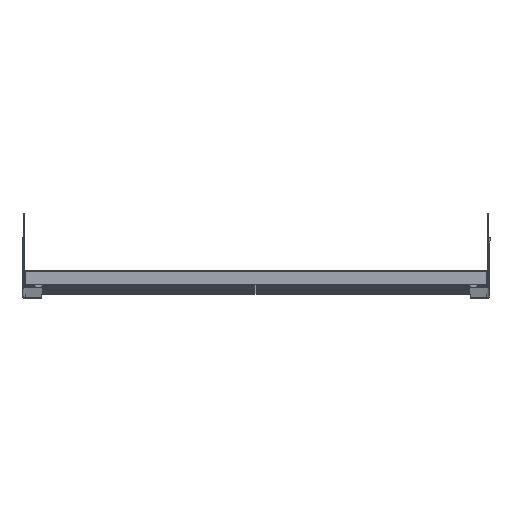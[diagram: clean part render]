
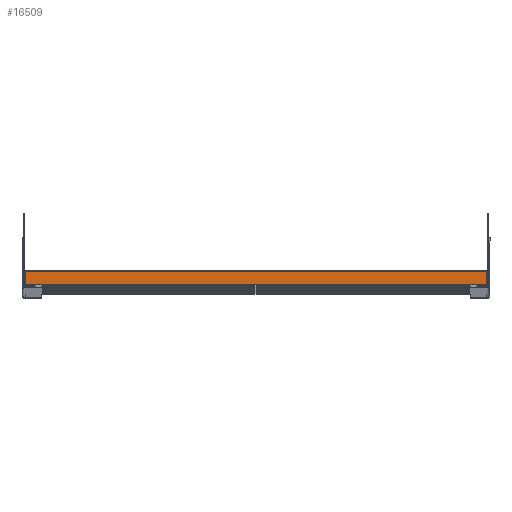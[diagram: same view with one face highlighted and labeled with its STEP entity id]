
A CAD part, top view. The second image highlights one B-rep face of the part: STEP entity #16509.
In plain terms, the highlighted planar face has unit normal (0, 0, 1).
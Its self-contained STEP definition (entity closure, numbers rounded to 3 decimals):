
#428 = CARTESIAN_POINT ( 'NONE',  ( 0.7, -18.709, 2877.21 ) ) ;
#442 = DIRECTION ( 'NONE',  ( -1., 0., 0. ) ) ;
#1376 = LINE ( 'NONE', #3424, #1379 ) ;
#1379 = VECTOR ( 'NONE', #3425, 1000. ) ;
#2048 = LINE ( 'NONE', #3176, #2052 ) ;
#2052 = VECTOR ( 'NONE', #3178, 1000. ) ;
#2101 = LINE ( 'NONE', #3228, #2104 ) ;
#2103 = LINE ( 'NONE', #3223, #2112 ) ;
#2104 = VECTOR ( 'NONE', #3230, 1000. ) ;
#2112 = VECTOR ( 'NONE', #3237, 1000. ) ;
#2113 = LINE ( 'NONE', #3240, #2117 ) ;
#2117 = VECTOR ( 'NONE', #3241, 1000. ) ;
#2118 = LINE ( 'NONE', #3244, #2123 ) ;
#2123 = VECTOR ( 'NONE', #3245, 1000. ) ;
#2715 = LINE ( 'NONE', #6962, #2718 ) ;
#2718 = VECTOR ( 'NONE', #6964, 1000. ) ;
#3176 = CARTESIAN_POINT ( 'NONE',  ( 0.7, -18.709, 2877.21 ) ) ;
#3178 = DIRECTION ( 'NONE',  ( -1., 0., 0. ) ) ;
#3223 = CARTESIAN_POINT ( 'NONE',  ( -496.3, -18.709, 2877.21 ) ) ;
#3228 = CARTESIAN_POINT ( 'NONE',  ( 0.7, -2.709, 2877.21 ) ) ;
#3230 = DIRECTION ( 'NONE',  ( -1., 0., 0. ) ) ;
#3237 = DIRECTION ( 'NONE',  ( 0., 1., 0. ) ) ;
#3240 = CARTESIAN_POINT ( 'NONE',  ( 0.7, -18.709, 2877.21 ) ) ;
#3241 = DIRECTION ( 'NONE',  ( 1., 0., 0. ) ) ;
#3244 = CARTESIAN_POINT ( 'NONE',  ( 0.7, -18.709, 2877.21 ) ) ;
#3245 = DIRECTION ( 'NONE',  ( 0., 1., 0. ) ) ;
#3424 = CARTESIAN_POINT ( 'NONE',  ( 0.7, -18.709, 2877.21 ) ) ;
#3425 = DIRECTION ( 'NONE',  ( -1., 0., 0. ) ) ;
#4439 = VERTEX_POINT ( 'NONE', #19190 ) ;
#4444 = VERTEX_POINT ( 'NONE', #19184 ) ;
#4445 = VERTEX_POINT ( 'NONE', #19183 ) ;
#4447 = VERTEX_POINT ( 'NONE', #19181 ) ;
#4911 = VERTEX_POINT ( 'NONE', #14314 ) ;
#4914 = VERTEX_POINT ( 'NONE', #14317 ) ;
#5159 = VERTEX_POINT ( 'NONE', #14562 ) ;
#5160 = VERTEX_POINT ( 'NONE', #14563 ) ;
#6962 = CARTESIAN_POINT ( 'NONE',  ( 0.7, -18.709, 2877.21 ) ) ;
#6964 = DIRECTION ( 'NONE',  ( -1., 0., 0. ) ) ;
#8240 = EDGE_CURVE ( 'NONE', #4439, #4444, #2048, .T. ) ;
#8266 = EDGE_CURVE ( 'NONE', #4445, #4447, #2101, .T. ) ;
#8270 = EDGE_CURVE ( 'NONE', #4444, #4447, #2103, .T. ) ;
#8272 = EDGE_CURVE ( 'NONE', #4439, #5159, #2113, .T. ) ;
#8274 = EDGE_CURVE ( 'NONE', #5160, #4445, #2118, .T. ) ;
#9081 = ORIENTED_EDGE ( 'NONE', *, *, #8270, .F. ) ;
#9082 = ORIENTED_EDGE ( 'NONE', *, *, #8240, .F. ) ;
#9083 = ORIENTED_EDGE ( 'NONE', *, *, #8272, .T. ) ;
#9084 = ORIENTED_EDGE ( 'NONE', *, *, #19451, .F. ) ;
#9085 = ORIENTED_EDGE ( 'NONE', *, *, #10332, .F. ) ;
#9086 = ORIENTED_EDGE ( 'NONE', *, *, #18278, .F. ) ;
#9087 = ORIENTED_EDGE ( 'NONE', *, *, #8274, .T. ) ;
#9088 = ORIENTED_EDGE ( 'NONE', *, *, #8266, .T. ) ;
#10332 = EDGE_CURVE ( 'NONE', #4911, #4914, #2715, .T. ) ;
#10866 = EDGE_LOOP ( 'NONE', ( #9081, #9082, #9083, #9084, #9085, #9086, #9087, #9088 ) ) ;
#11467 = FACE_OUTER_BOUND ( 'NONE', #10866, .T. ) ;
#12053 = LINE ( 'NONE', #428, #12064 ) ;
#12064 = VECTOR ( 'NONE', #442, 1000. ) ;
#12875 = CARTESIAN_POINT ( 'NONE',  ( 0.7, -18.709, 2877.21 ) ) ;
#12882 = PLANE ( 'NONE',  #18035 ) ;
#12884 = DIRECTION ( 'NONE',  ( 0., 0., 1. ) ) ;
#12885 = DIRECTION ( 'NONE',  ( 0., -1., 0. ) ) ;
#14314 = CARTESIAN_POINT ( 'NONE',  ( -10.5, -18.709, 2877.21 ) ) ;
#14317 = CARTESIAN_POINT ( 'NONE',  ( -17.3, -18.709, 2877.21 ) ) ;
#14562 = CARTESIAN_POINT ( 'NONE',  ( -478.3, -18.709, 2877.21 ) ) ;
#14563 = CARTESIAN_POINT ( 'NONE',  ( 0.7, -18.709, 2877.21 ) ) ;
#16509 = ADVANCED_FACE ( 'NONE', ( #11467 ), #12882, .T. ) ;
#18035 = AXIS2_PLACEMENT_3D ( 'NONE', #12875, #12884, #12885 ) ;
#18278 = EDGE_CURVE ( 'NONE', #5160, #4911, #12053, .T. ) ;
#19181 = CARTESIAN_POINT ( 'NONE',  ( -496.3, -2.709, 2877.21 ) ) ;
#19183 = CARTESIAN_POINT ( 'NONE',  ( 0.7, -2.709, 2877.21 ) ) ;
#19184 = CARTESIAN_POINT ( 'NONE',  ( -496.3, -18.709, 2877.21 ) ) ;
#19190 = CARTESIAN_POINT ( 'NONE',  ( -485.1, -18.709, 2877.21 ) ) ;
#19451 = EDGE_CURVE ( 'NONE', #4914, #5159, #1376, .T. ) ;
